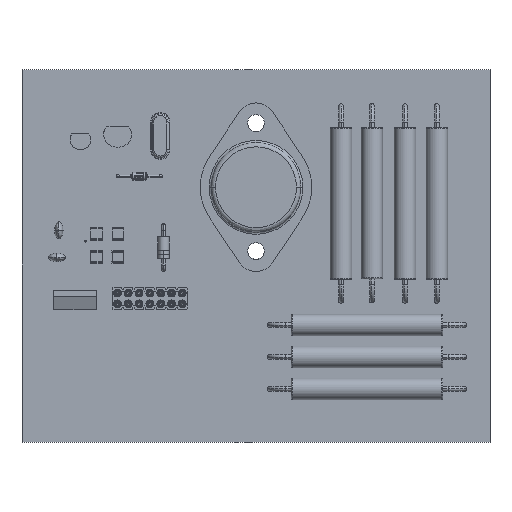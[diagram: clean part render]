
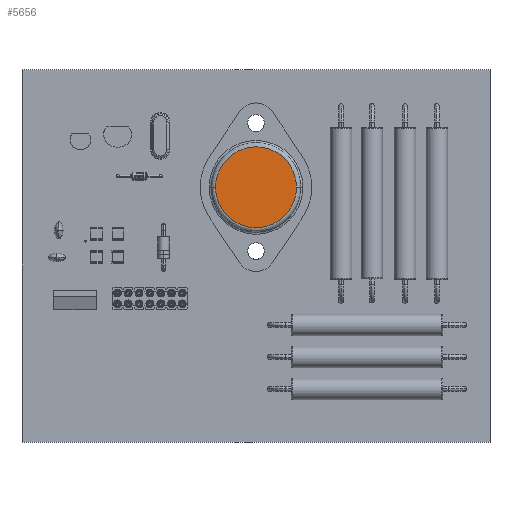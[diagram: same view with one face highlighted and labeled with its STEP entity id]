
A CAD part, top view. The second image highlights one B-rep face of the part: STEP entity #5656.
In plain terms, the highlighted planar face has unit normal (0, 0, 1).
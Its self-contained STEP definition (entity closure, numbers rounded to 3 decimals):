
#4548 = VERTEX_POINT('',#4549);
#4549 = CARTESIAN_POINT('',(-9.5,15.05,8.5));
#4556 = EDGE_CURVE('',#4548,#4557,#4559,.T.);
#4557 = VERTEX_POINT('',#4558);
#4558 = CARTESIAN_POINT('',(9.5,15.05,8.5));
#4559 = ( BOUNDED_CURVE() B_SPLINE_CURVE(3,(#4560,#4561,#4562,#4563),
.UNSPECIFIED.,.F.,.F.) B_SPLINE_CURVE_WITH_KNOTS((4,4),(0.5,1.),
.PIECEWISE_BEZIER_KNOTS.) CURVE() GEOMETRIC_REPRESENTATION_ITEM() 
RATIONAL_B_SPLINE_CURVE((1.,0.333,0.333,1.)) 
REPRESENTATION_ITEM('') );
#4560 = CARTESIAN_POINT('',(-9.5,15.05,8.5));
#4561 = CARTESIAN_POINT('',(-9.5,34.05,8.5));
#4562 = CARTESIAN_POINT('',(9.5,34.05,8.5));
#4563 = CARTESIAN_POINT('',(9.5,15.05,8.5));
#5633 = EDGE_CURVE('',#4557,#4548,#5634,.T.);
#5634 = ( BOUNDED_CURVE() B_SPLINE_CURVE(3,(#5635,#5636,#5637,#5638),
.UNSPECIFIED.,.F.,.F.) B_SPLINE_CURVE_WITH_KNOTS((4,4),(0.,0.5),
.PIECEWISE_BEZIER_KNOTS.) CURVE() GEOMETRIC_REPRESENTATION_ITEM() 
RATIONAL_B_SPLINE_CURVE((1.,0.333,0.333,1.)) 
REPRESENTATION_ITEM('') );
#5635 = CARTESIAN_POINT('',(9.5,15.05,8.5));
#5636 = CARTESIAN_POINT('',(9.5,-3.95,8.5));
#5637 = CARTESIAN_POINT('',(-9.5,-3.95,8.5));
#5638 = CARTESIAN_POINT('',(-9.5,15.05,8.5));
#5656 = ADVANCED_FACE('',(#5657),#5661,.F.);
#5657 = FACE_BOUND('',#5658,.T.);
#5658 = EDGE_LOOP('',(#5659,#5660));
#5659 = ORIENTED_EDGE('',*,*,#5633,.F.);
#5660 = ORIENTED_EDGE('',*,*,#4556,.F.);
#5661 = PLANE('',#5662);
#5662 = AXIS2_PLACEMENT_3D('',#5663,#5664,#5665);
#5663 = CARTESIAN_POINT('',(10.5,15.05,8.5));
#5664 = DIRECTION('',(0.,0.,-1.));
#5665 = DIRECTION('',(-1.,0.,0.));
